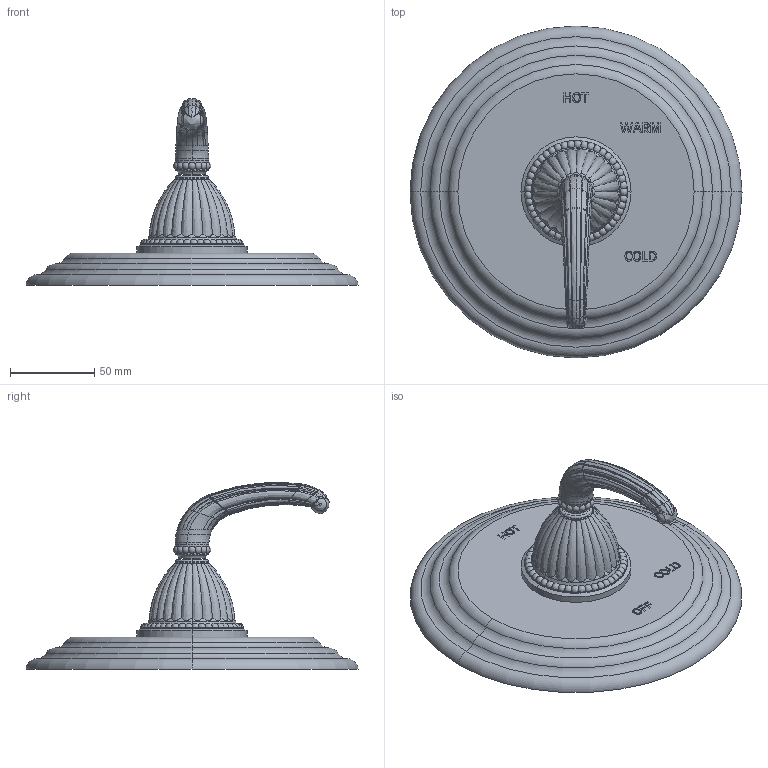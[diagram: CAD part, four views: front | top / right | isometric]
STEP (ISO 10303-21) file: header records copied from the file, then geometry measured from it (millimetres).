
FILE_DESCRIPTION((''),'2;1');
FILE_NAME('4-884BP','2021-06-02T10:59:18',('jinson.thomas'),(''),'CREO PARAMETRIC BY PTC INC, 2018400','CREO PARAMETRIC BY PTC INC, 2018400','');
FILE_SCHEMA(('CONFIG_CONTROL_DESIGN'));
Length unit declared in the file: inch
Products named in the file (1): 4-884BP
Bounding box: 196.85 x 196.85 x 110.84 mm (x, y, z)
Volume: 548999.6 mm3; surface area: 76218 mm2
Topology: 1 solids, 1 shells, 771 faces, 2063 edges, 1228 vertices
Faces by surface type: bspline 403, plane 152, sphere 106, extrusion 80, torus 16, cylinder 10, cone 4
Entity records: 47004 total; most frequent: CARTESIAN_POINT 31718, ORIENTED_EDGE 3946, EDGE_CURVE 1973, DIRECTION 1943, VERTEX_POINT 1228, B_SPLINE_CURVE_WITH_KNOTS 1211, EDGE_LOOP 795, FACE_OUTER_BOUND 771
